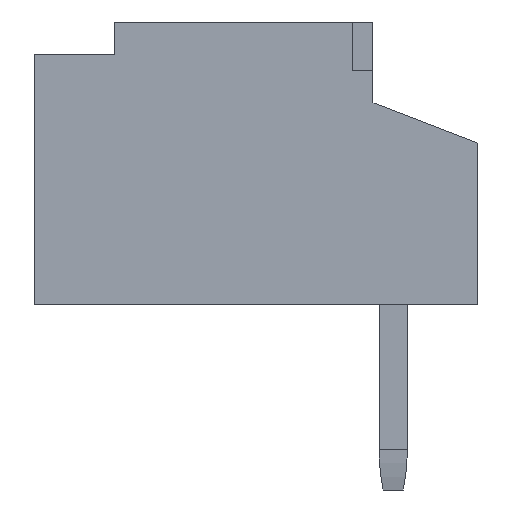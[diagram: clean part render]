
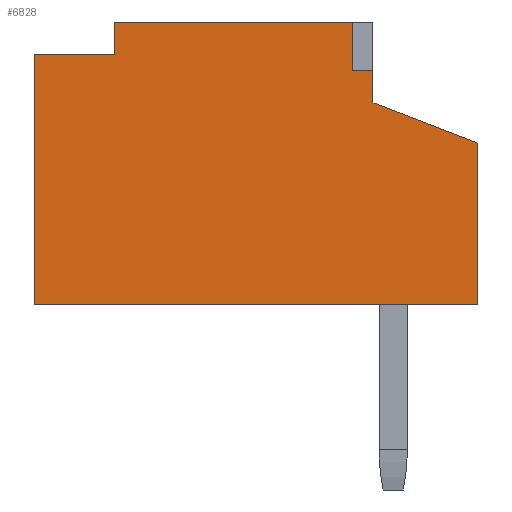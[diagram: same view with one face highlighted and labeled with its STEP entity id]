
A CAD part, left-side view. The second image highlights one B-rep face of the part: STEP entity #6828.
In plain terms, the highlighted planar face has unit normal (-1, 0, 0).
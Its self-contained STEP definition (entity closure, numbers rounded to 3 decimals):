
#9=DIRECTION('',(0.,0.,1.));
#10=VECTOR('',#9,2.);
#11=CARTESIAN_POINT('',(-9.625,-4.525,-1.9));
#12=LINE('',#11,#10);
#25=DIRECTION('',(0.,1.,0.));
#26=VECTOR('',#25,0.25);
#27=CARTESIAN_POINT('',(-9.625,-3.225,1.));
#28=LINE('',#27,#26);
#29=DIRECTION('',(0.,0.,-1.));
#30=VECTOR('',#29,0.4);
#31=CARTESIAN_POINT('',(-9.625,-3.225,1.));
#32=LINE('',#31,#30);
#33=DIRECTION('',(0.,0.933,0.359));
#34=VECTOR('',#33,1.393);
#35=CARTESIAN_POINT('',(-9.625,-4.525,0.1));
#36=LINE('',#35,#34);
#37=DIRECTION('',(0.,1.,0.));
#38=VECTOR('',#37,5.5);
#39=CARTESIAN_POINT('',(-9.625,-4.525,-1.9));
#40=LINE('',#39,#38);
#41=DIRECTION('',(0.,-1.,0.));
#42=VECTOR('',#41,1.);
#43=CARTESIAN_POINT('',(-9.625,0.975,1.2));
#44=LINE('',#43,#42);
#45=DIRECTION('',(0.,0.,-1.));
#46=VECTOR('',#45,0.4);
#47=CARTESIAN_POINT('',(-9.625,-0.025,1.6));
#48=LINE('',#47,#46);
#49=DIRECTION('',(0.,0.,-1.));
#50=VECTOR('',#49,0.6);
#51=CARTESIAN_POINT('',(-9.625,-2.975,1.6));
#52=LINE('',#51,#50);
#257=DIRECTION('',(0.,1.,0.));
#258=VECTOR('',#257,2.95);
#259=CARTESIAN_POINT('',(-9.625,-2.975,1.6));
#260=LINE('',#259,#258);
#349=DIRECTION('',(0.,0.,1.));
#350=VECTOR('',#349,3.1);
#351=CARTESIAN_POINT('',(-9.625,0.975,-1.9));
#352=LINE('',#351,#350);
#5185=CARTESIAN_POINT('',(-9.625,-4.525,-1.9));
#5186=CARTESIAN_POINT('',(-9.625,0.975,-1.9));
#5187=VERTEX_POINT('',#5185);
#5188=VERTEX_POINT('',#5186);
#5217=CARTESIAN_POINT('',(-9.625,-0.025,1.6));
#5218=CARTESIAN_POINT('',(-9.625,-0.025,1.2));
#5219=VERTEX_POINT('',#5217);
#5220=VERTEX_POINT('',#5218);
#5233=CARTESIAN_POINT('',(-9.625,0.975,1.2));
#5234=VERTEX_POINT('',#5233);
#5739=CARTESIAN_POINT('',(-9.625,-4.525,0.1));
#5741=VERTEX_POINT('',#5739);
#5747=CARTESIAN_POINT('',(-9.625,-3.225,0.6));
#5748=VERTEX_POINT('',#5747);
#5855=CARTESIAN_POINT('',(-9.625,-3.225,1.));
#5856=CARTESIAN_POINT('',(-9.625,-2.975,1.));
#5857=VERTEX_POINT('',#5855);
#5858=VERTEX_POINT('',#5856);
#5869=CARTESIAN_POINT('',(-9.625,-2.975,1.6));
#5870=VERTEX_POINT('',#5869);
#6803=CARTESIAN_POINT('',(-9.625,-4.525,-1.9));
#6804=DIRECTION('',(-1.,0.,0.));
#6805=DIRECTION('',(0.,0.,1.));
#6806=AXIS2_PLACEMENT_3D('',#6803,#6804,#6805);
#6807=PLANE('',#6806);
#6809=ORIENTED_EDGE('',*,*,#6808,.F.);
#6811=ORIENTED_EDGE('',*,*,#6810,.T.);
#6812=ORIENTED_EDGE('',*,*,#6779,.F.);
#6813=ORIENTED_EDGE('',*,*,#6752,.F.);
#6815=ORIENTED_EDGE('',*,*,#6814,.T.);
#6817=ORIENTED_EDGE('',*,*,#6816,.T.);
#6819=ORIENTED_EDGE('',*,*,#6818,.T.);
#6821=ORIENTED_EDGE('',*,*,#6820,.F.);
#6823=ORIENTED_EDGE('',*,*,#6822,.F.);
#6825=ORIENTED_EDGE('',*,*,#6824,.T.);
#6826=EDGE_LOOP('',(#6809,#6811,#6812,#6813,#6815,#6817,#6819,#6821,#6823,
#6825));
#6827=FACE_OUTER_BOUND('',#6826,.F.);
#6828=ADVANCED_FACE('',(#6827),#6807,.T.);
#6752=EDGE_CURVE('',#5187,#5741,#12,.T.);
#6779=EDGE_CURVE('',#5741,#5748,#36,.T.);
#6808=EDGE_CURVE('',#5857,#5858,#28,.T.);
#6810=EDGE_CURVE('',#5857,#5748,#32,.T.);
#6814=EDGE_CURVE('',#5187,#5188,#40,.T.);
#6816=EDGE_CURVE('',#5188,#5234,#352,.T.);
#6818=EDGE_CURVE('',#5234,#5220,#44,.T.);
#6820=EDGE_CURVE('',#5219,#5220,#48,.T.);
#6822=EDGE_CURVE('',#5870,#5219,#260,.T.);
#6824=EDGE_CURVE('',#5870,#5858,#52,.T.);
